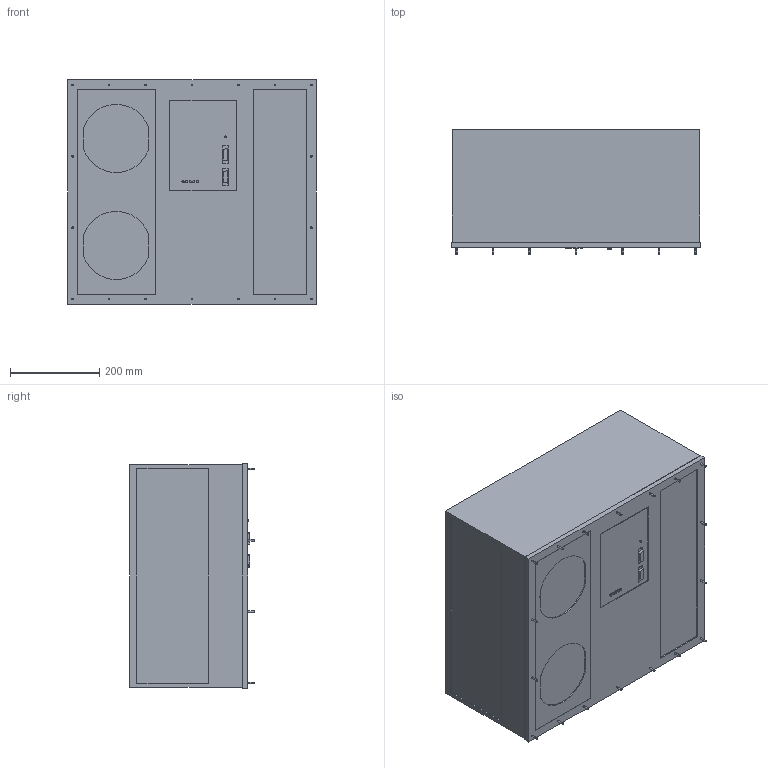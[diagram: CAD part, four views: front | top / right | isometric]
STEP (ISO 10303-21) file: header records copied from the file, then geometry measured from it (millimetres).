
FILE_DESCRIPTION (( 'STEP AP203' ), '1' );
FILE_NAME ('HEX080QA.STEP', '2019-11-22T09:30:23', ( '' ), ( '' ), 'SwSTEP 2.0', 'SolidWorks 2011', '' );
FILE_SCHEMA (( 'CONFIG_CONTROL_DESIGN' ));
Length unit declared in the file: millimetre
Products named in the file (1): HEX080QA
Bounding box: 557.6 x 280 x 502.6 mm (x, y, z)
Volume: 72910444.2 mm3; surface area: 1138546.7 mm2
Topology: 1 solids, 1 shells, 157 faces, 348 edges, 232 vertices
Faces by surface type: plane 97, cylinder 60
Entity records: 4439 total; most frequent: DIRECTION 784, CARTESIAN_POINT 738, ORIENTED_EDGE 696, EDGE_CURVE 348, AXIS2_PLACEMENT_3D 278, VERTEX_POINT 232, VECTOR 228, LINE 228
